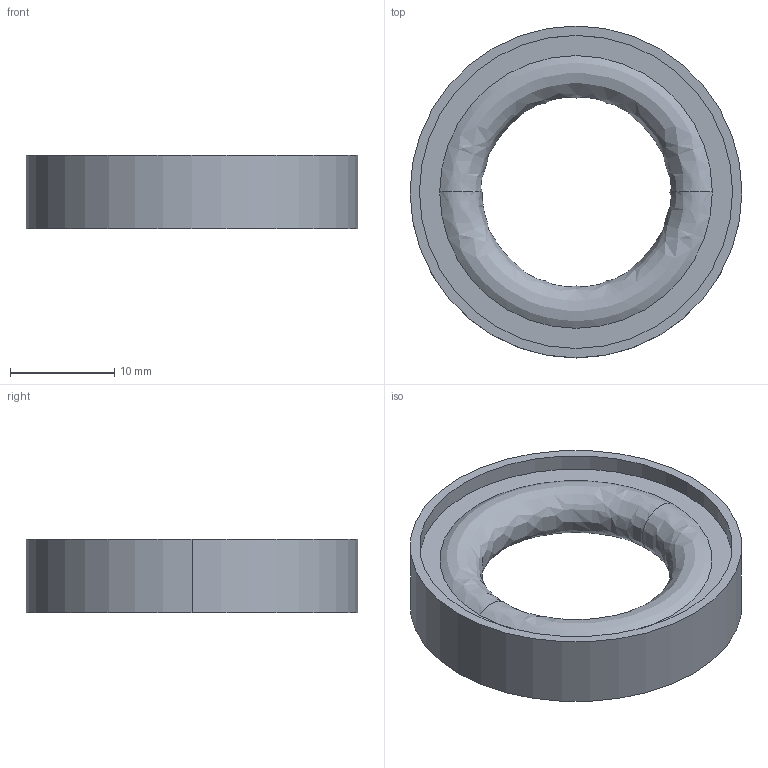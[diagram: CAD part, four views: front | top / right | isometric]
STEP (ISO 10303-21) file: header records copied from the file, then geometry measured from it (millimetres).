
FILE_DESCRIPTION (( 'STEP AP214' ), '1' );
FILE_NAME ('431-KF16-CR-EX.STEP', '2021-08-26T11:22:04', ( '' ), ( '' ), 'SwSTEP 2.0', 'SolidWorks 2017', '' );
FILE_SCHEMA (( 'AUTOMOTIVE_DESIGN' ));
Length unit declared in the file: millimetre
Products named in the file (1): 431-KF16-CR-EX
Bounding box: 31.8 x 31.8 x 7 mm (x, y, z)
Volume: 2481.6 mm3; surface area: 2258.9 mm2
Topology: 1 solids, 1 shells, 12 faces, 24 edges, 16 vertices
Faces by surface type: cylinder 6, plane 4, bspline 2
Entity records: 542 total; most frequent: CARTESIAN_POINT 107, DIRECTION 64, ORIENTED_EDGE 48, AXIS2_PLACEMENT_3D 29, EDGE_CURVE 24, CIRCLE 18, VERTEX_POINT 16, EDGE_LOOP 16
